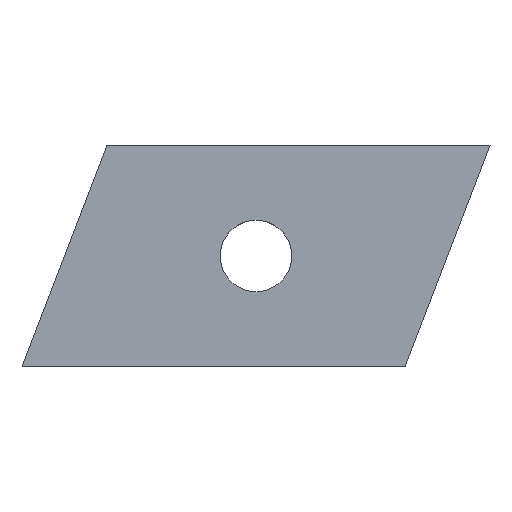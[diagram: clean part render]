
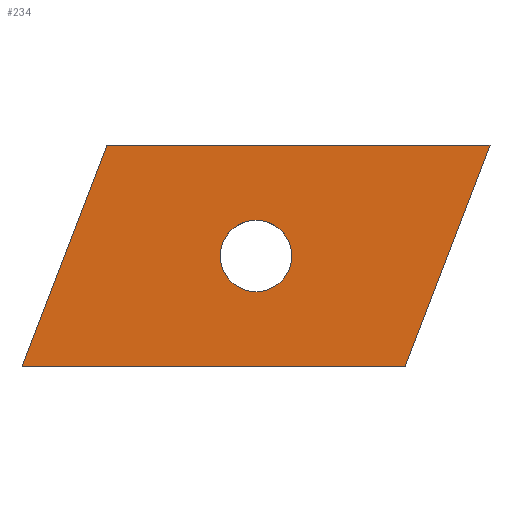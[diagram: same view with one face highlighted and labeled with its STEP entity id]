
A CAD part, top view. The second image highlights one B-rep face of the part: STEP entity #234.
In plain terms, the highlighted planar face has unit normal (0, 0, 1).
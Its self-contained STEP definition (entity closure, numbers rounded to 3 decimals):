
#5 = EDGE_CURVE ( 'NONE', #114, #96, #60, .T. ) ;
#11 = VERTEX_POINT ( 'NONE', #273 ) ;
#12 = LINE ( 'NONE', #85, #136 ) ;
#24 = DIRECTION ( 'NONE',  ( 1., 0., 0. ) ) ;
#33 = ORIENTED_EDGE ( 'NONE', *, *, #5, .T. ) ;
#40 = CARTESIAN_POINT ( 'NONE',  ( 0., 0., 4. ) ) ;
#41 = ORIENTED_EDGE ( 'NONE', *, *, #128, .F. ) ;
#43 = DIRECTION ( 'NONE',  ( 0., 0., 1. ) ) ;
#44 = EDGE_CURVE ( 'NONE', #251, #114, #12, .T. ) ;
#45 = DIRECTION ( 'NONE',  ( 1., 0., 0. ) ) ;
#49 = CARTESIAN_POINT ( 'NONE',  ( -13.75, -6.5, 4. ) ) ;
#50 = DIRECTION ( 'NONE',  ( -1., 0., 0. ) ) ;
#53 = DIRECTION ( 'NONE',  ( 0., 0., 1. ) ) ;
#59 = CARTESIAN_POINT ( 'NONE',  ( 8.76, -6.5, 4. ) ) ;
#60 = LINE ( 'NONE', #135, #78 ) ;
#62 = DIRECTION ( 'NONE',  ( 0., 0., 1. ) ) ;
#64 = DIRECTION ( 'NONE',  ( 1., 0., 0. ) ) ;
#74 = VERTEX_POINT ( 'NONE', #59 ) ;
#78 = VECTOR ( 'NONE', #84, 1000. ) ;
#79 = AXIS2_PLACEMENT_3D ( 'NONE', #86, #62, #24 ) ;
#84 = DIRECTION ( 'NONE',  ( -0.358, -0.934, 0. ) ) ;
#85 = CARTESIAN_POINT ( 'NONE',  ( -8.76, 6.5, 4. ) ) ;
#86 = CARTESIAN_POINT ( 'NONE',  ( 0., 0., 4. ) ) ;
#87 = DIRECTION ( 'NONE',  ( 0.358, 0.934, 0. ) ) ;
#89 = CARTESIAN_POINT ( 'NONE',  ( -13.75, -6.5, 4. ) ) ;
#96 = VERTEX_POINT ( 'NONE', #49 ) ;
#97 = EDGE_CURVE ( 'NONE', #154, #11, #165, .T. ) ;
#101 = CARTESIAN_POINT ( 'NONE',  ( -8.76, 6.5, 4. ) ) ;
#102 = CARTESIAN_POINT ( 'NONE',  ( 13.75, 6.5, 4. ) ) ;
#104 = DIRECTION ( 'NONE',  ( 1., 0., 0. ) ) ;
#108 = CARTESIAN_POINT ( 'NONE',  ( -2.1, 0., 4. ) ) ;
#114 = VERTEX_POINT ( 'NONE', #101 ) ;
#128 = EDGE_CURVE ( 'NONE', #11, #154, #221, .T. ) ;
#132 = ORIENTED_EDGE ( 'NONE', *, *, #167, .T. ) ;
#135 = CARTESIAN_POINT ( 'NONE',  ( -13.75, -6.5, 4. ) ) ;
#136 = VECTOR ( 'NONE', #50, 1000. ) ;
#144 = ORIENTED_EDGE ( 'NONE', *, *, #156, .T. ) ;
#146 = EDGE_LOOP ( 'NONE', ( #41, #228 ) ) ;
#151 = CARTESIAN_POINT ( 'NONE',  ( 8.76, -6.5, 4. ) ) ;
#154 = VERTEX_POINT ( 'NONE', #108 ) ;
#156 = EDGE_CURVE ( 'NONE', #96, #74, #206, .T. ) ;
#159 = AXIS2_PLACEMENT_3D ( 'NONE', #40, #43, #45 ) ;
#165 = CIRCLE ( 'NONE', #159, 2.1 ) ;
#167 = EDGE_CURVE ( 'NONE', #74, #251, #252, .T. ) ;
#171 = PLANE ( 'NONE',  #232 ) ;
#174 = FACE_OUTER_BOUND ( 'NONE', #191, .T. ) ;
#178 = VECTOR ( 'NONE', #87, 1000. ) ;
#189 = VECTOR ( 'NONE', #104, 1000. ) ;
#191 = EDGE_LOOP ( 'NONE', ( #144, #132, #192, #33 ) ) ;
#192 = ORIENTED_EDGE ( 'NONE', *, *, #44, .T. ) ;
#200 = FACE_BOUND ( 'NONE', #146, .T. ) ;
#203 = CARTESIAN_POINT ( 'NONE',  ( 0., 0., 4. ) ) ;
#206 = LINE ( 'NONE', #89, #189 ) ;
#221 = CIRCLE ( 'NONE', #79, 2.1 ) ;
#228 = ORIENTED_EDGE ( 'NONE', *, *, #97, .F. ) ;
#232 = AXIS2_PLACEMENT_3D ( 'NONE', #203, #53, #64 ) ;
#234 = ADVANCED_FACE ( 'NONE', ( #200, #174 ), #171, .T. ) ;
#251 = VERTEX_POINT ( 'NONE', #102 ) ;
#252 = LINE ( 'NONE', #151, #178 ) ;
#273 = CARTESIAN_POINT ( 'NONE',  ( 2.1, 0., 4. ) ) ;
